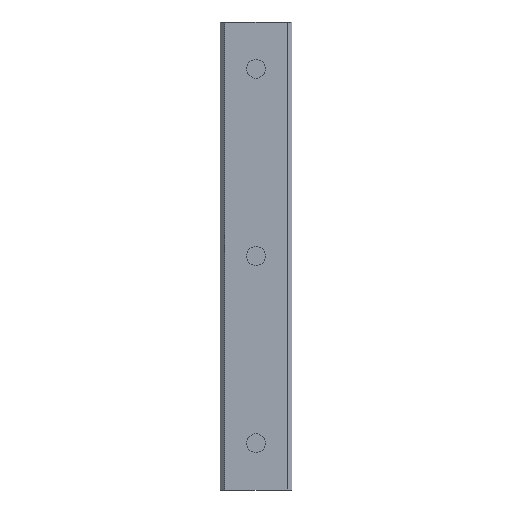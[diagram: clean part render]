
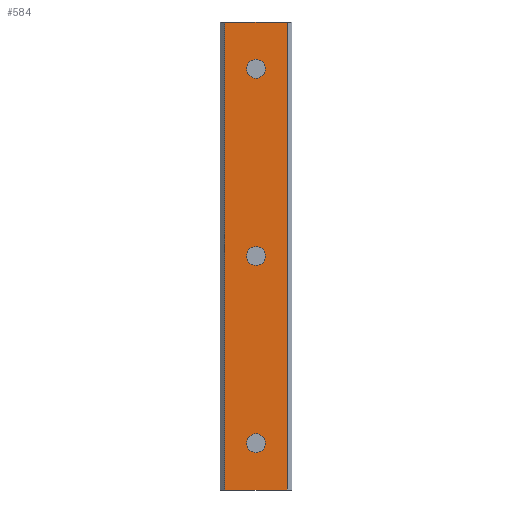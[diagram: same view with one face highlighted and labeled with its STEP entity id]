
A CAD part, front view. The second image highlights one B-rep face of the part: STEP entity #584.
In plain terms, the highlighted planar face has unit normal (0, -1, 0).
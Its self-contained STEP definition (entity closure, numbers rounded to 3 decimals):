
#23 = EDGE_CURVE ( 'NONE', #24, #66, #655, .T. ) ;
#24 = VERTEX_POINT ( 'NONE', #650 ) ;
#60 = VERTEX_POINT ( 'NONE', #762 ) ;
#62 = EDGE_CURVE ( 'NONE', #63, #60, #863, .T. ) ;
#63 = VERTEX_POINT ( 'NONE', #858 ) ;
#66 = VERTEX_POINT ( 'NONE', #853 ) ;
#69 = EDGE_CURVE ( 'NONE', #73, #72, #852, .T. ) ;
#72 = VERTEX_POINT ( 'NONE', #843 ) ;
#73 = VERTEX_POINT ( 'NONE', #842 ) ;
#288 = EDGE_CURVE ( 'NONE', #289, #290, #1273, .T. ) ;
#289 = VERTEX_POINT ( 'NONE', #1196 ) ;
#290 = VERTEX_POINT ( 'NONE', #1195 ) ;
#421 = EDGE_CURVE ( 'NONE', #66, #24, #1422, .T. ) ;
#440 = EDGE_CURVE ( 'NONE', #60, #63, #1486, .T. ) ;
#457 = VERTEX_POINT ( 'NONE', #1403 ) ;
#459 = EDGE_CURVE ( 'NONE', #290, #457, #1402, .T. ) ;
#466 = VERTEX_POINT ( 'NONE', #1465 ) ;
#468 = EDGE_CURVE ( 'NONE', #457, #466, #1323, .T. ) ;
#559 = ORIENTED_EDGE ( 'NONE', *, *, #440, .T. ) ;
#560 = EDGE_LOOP ( 'NONE', ( #575, #563, #576, #562 ) ) ;
#561 = ORIENTED_EDGE ( 'NONE', *, *, #588, .T. ) ;
#562 = ORIENTED_EDGE ( 'NONE', *, *, #459, .T. ) ;
#563 = ORIENTED_EDGE ( 'NONE', *, *, #702, .T. ) ;
#575 = ORIENTED_EDGE ( 'NONE', *, *, #468, .T. ) ;
#576 = ORIENTED_EDGE ( 'NONE', *, *, #288, .T. ) ;
#577 = ORIENTED_EDGE ( 'NONE', *, *, #23, .T. ) ;
#578 = EDGE_LOOP ( 'NONE', ( #583, #559 ) ) ;
#581 = EDGE_LOOP ( 'NONE', ( #577, #582 ) ) ;
#582 = ORIENTED_EDGE ( 'NONE', *, *, #421, .T. ) ;
#583 = ORIENTED_EDGE ( 'NONE', *, *, #62, .T. ) ;
#584 = ADVANCED_FACE ( 'NONE', ( #1524, #1523, #1522, #1521 ), #1518, .T. ) ;
#585 = ORIENTED_EDGE ( 'NONE', *, *, #69, .T. ) ;
#586 = EDGE_LOOP ( 'NONE', ( #585, #561 ) ) ;
#588 = EDGE_CURVE ( 'NONE', #72, #73, #1544, .T. ) ;
#650 = CARTESIAN_POINT ( 'NONE',  ( 0., -22., -3. ) ) ;
#651 = DIRECTION ( 'NONE',  ( 0., 0., -1. ) ) ;
#652 = DIRECTION ( 'NONE',  ( 0., 1., 0. ) ) ;
#653 = CARTESIAN_POINT ( 'NONE',  ( 0., -22., 0. ) ) ;
#654 = AXIS2_PLACEMENT_3D ( 'NONE', #653, #652, #651 ) ;
#655 = CIRCLE ( 'NONE', #654, 3. ) ;
#702 = EDGE_CURVE ( 'NONE', #466, #289, #1772, .T. ) ;
#762 = CARTESIAN_POINT ( 'NONE',  ( 0., -22., -57. ) ) ;
#842 = CARTESIAN_POINT ( 'NONE',  ( 0., -22., 57. ) ) ;
#843 = CARTESIAN_POINT ( 'NONE',  ( 0., -22., 63. ) ) ;
#848 = DIRECTION ( 'NONE',  ( 0., 0., -1. ) ) ;
#849 = DIRECTION ( 'NONE',  ( 0., 1., 0. ) ) ;
#850 = CARTESIAN_POINT ( 'NONE',  ( 0., -22., 60. ) ) ;
#851 = AXIS2_PLACEMENT_3D ( 'NONE', #850, #849, #848 ) ;
#852 = CIRCLE ( 'NONE', #851, 3. ) ;
#853 = CARTESIAN_POINT ( 'NONE',  ( 0., -22., 3. ) ) ;
#858 = CARTESIAN_POINT ( 'NONE',  ( 0., -22., -63. ) ) ;
#859 = DIRECTION ( 'NONE',  ( 0., 0., -1. ) ) ;
#860 = DIRECTION ( 'NONE',  ( 0., 1., 0. ) ) ;
#861 = CARTESIAN_POINT ( 'NONE',  ( 0., -22., -60. ) ) ;
#862 = AXIS2_PLACEMENT_3D ( 'NONE', #861, #860, #859 ) ;
#863 = CIRCLE ( 'NONE', #862, 3. ) ;
#1195 = CARTESIAN_POINT ( 'NONE',  ( 10., -22., 75. ) ) ;
#1196 = CARTESIAN_POINT ( 'NONE',  ( 10., -22., -75. ) ) ;
#1206 = DIRECTION ( 'NONE',  ( 0., 0., 1. ) ) ;
#1207 = VECTOR ( 'NONE', #1206, 1000. ) ;
#1208 = CARTESIAN_POINT ( 'NONE',  ( 10., -22., -75. ) ) ;
#1273 = LINE ( 'NONE', #1208, #1207 ) ;
#1320 = DIRECTION ( 'NONE',  ( 0., 0., -1. ) ) ;
#1321 = VECTOR ( 'NONE', #1320, 1000. ) ;
#1322 = CARTESIAN_POINT ( 'NONE',  ( -10., -22., -75. ) ) ;
#1323 = LINE ( 'NONE', #1322, #1321 ) ;
#1369 = DIRECTION ( 'NONE',  ( 0., 0., -1. ) ) ;
#1402 = LINE ( 'NONE', #1478, #1477 ) ;
#1403 = CARTESIAN_POINT ( 'NONE',  ( -10., -22., 75. ) ) ;
#1419 = DIRECTION ( 'NONE',  ( 0., 1., 0. ) ) ;
#1420 = CARTESIAN_POINT ( 'NONE',  ( 0., -22., 0. ) ) ;
#1421 = AXIS2_PLACEMENT_3D ( 'NONE', #1420, #1419, #1369 ) ;
#1422 = CIRCLE ( 'NONE', #1421, 3. ) ;
#1465 = CARTESIAN_POINT ( 'NONE',  ( -10., -22., -75. ) ) ;
#1476 = DIRECTION ( 'NONE',  ( -1., 0., 0. ) ) ;
#1477 = VECTOR ( 'NONE', #1476, 1000. ) ;
#1478 = CARTESIAN_POINT ( 'NONE',  ( -10., -22., 75. ) ) ;
#1482 = DIRECTION ( 'NONE',  ( 0., 0., -1. ) ) ;
#1483 = DIRECTION ( 'NONE',  ( 0., 1., 0. ) ) ;
#1484 = CARTESIAN_POINT ( 'NONE',  ( 0., -22., -60. ) ) ;
#1485 = AXIS2_PLACEMENT_3D ( 'NONE', #1484, #1483, #1482 ) ;
#1486 = CIRCLE ( 'NONE', #1485, 3. ) ;
#1518 = PLANE ( 'NONE',  #1547 ) ;
#1519 = CARTESIAN_POINT ( 'NONE',  ( 0., -22., 60. ) ) ;
#1520 = CARTESIAN_POINT ( 'NONE',  ( -10., -22., -75. ) ) ;
#1521 = FACE_OUTER_BOUND ( 'NONE', #560, .T. ) ;
#1522 = FACE_BOUND ( 'NONE', #578, .T. ) ;
#1523 = FACE_BOUND ( 'NONE', #581, .T. ) ;
#1524 = FACE_BOUND ( 'NONE', #586, .T. ) ;
#1541 = DIRECTION ( 'NONE',  ( 0., 0., -1. ) ) ;
#1542 = DIRECTION ( 'NONE',  ( 0., 1., 0. ) ) ;
#1543 = AXIS2_PLACEMENT_3D ( 'NONE', #1519, #1542, #1541 ) ;
#1544 = CIRCLE ( 'NONE', #1543, 3. ) ;
#1545 = DIRECTION ( 'NONE',  ( 0., 0., -1. ) ) ;
#1546 = DIRECTION ( 'NONE',  ( 0., -1., 0. ) ) ;
#1547 = AXIS2_PLACEMENT_3D ( 'NONE', #1520, #1546, #1545 ) ;
#1769 = DIRECTION ( 'NONE',  ( 1., 0., 0. ) ) ;
#1770 = VECTOR ( 'NONE', #1769, 1000. ) ;
#1771 = CARTESIAN_POINT ( 'NONE',  ( -10., -22., -75. ) ) ;
#1772 = LINE ( 'NONE', #1771, #1770 ) ;
